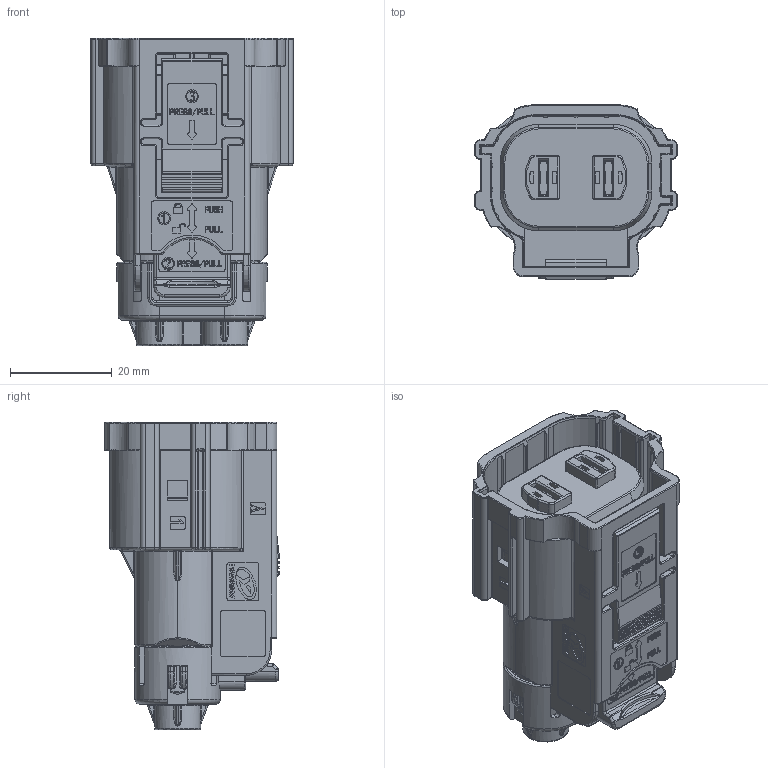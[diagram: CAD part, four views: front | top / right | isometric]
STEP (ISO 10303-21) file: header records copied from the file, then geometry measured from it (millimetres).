
FILE_DESCRIPTION (( 'STEP AP203' ), '1' );
FILE_NAME ('YGEV2-S2PA脣芛.STEP', '2024-04-26T08:41:27', ( '' ), ( '' ), 'SwSTEP 2.0', 'SolidWorks 2018', '' );
FILE_SCHEMA (( 'CONFIG_CONTROL_DESIGN' ));
Products named in the file (1): YGEV2-S2PA脣芛
Bounding box: 39.8 x 34.35 x 60.5 mm (x, y, z)
Volume: 37142.9 mm3; surface area: 15728.3 mm2
Topology: 1 solids, 5 shells, 3176 faces, 8402 edges, 5277 vertices
Faces by surface type: plane 1630, cylinder 785, bspline 433, torus 208, sphere 71, cone 49
Entity records: 119865 total; most frequent: CARTESIAN_POINT 44651, ORIENTED_EDGE 16648, DIRECTION 14127, EDGE_CURVE 8324, VECTOR 5325, LINE 5325, VERTEX_POINT 5269, AXIS2_PLACEMENT_3D 4401
